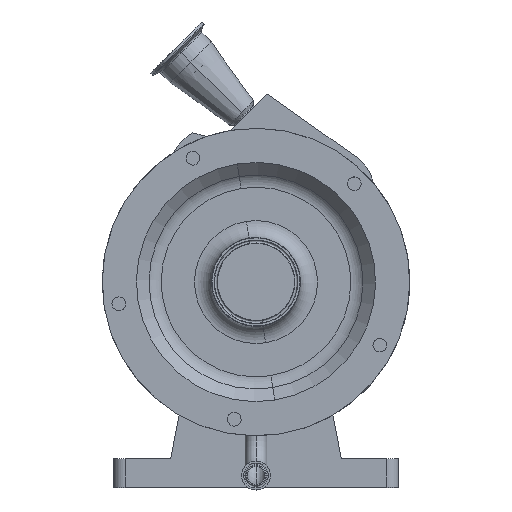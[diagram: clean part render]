
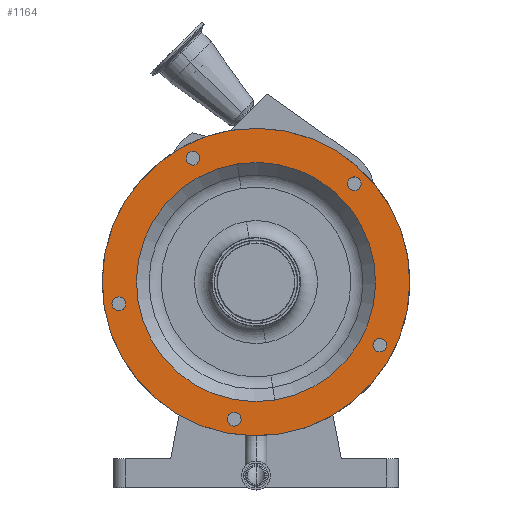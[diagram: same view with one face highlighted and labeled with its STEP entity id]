
A CAD part, top view. The second image highlights one B-rep face of the part: STEP entity #1164.
In plain terms, the highlighted planar face has unit normal (0, 0, 1).
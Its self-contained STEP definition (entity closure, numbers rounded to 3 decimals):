
#65 = EDGE_CURVE ( 'NONE', #208, #248, #1674, .T. ) ;
#75 = VERTEX_POINT ( 'NONE', #1587 ) ;
#76 = EDGE_CURVE ( 'NONE', #186, #75, #1568, .T. ) ;
#81 = VERTEX_POINT ( 'NONE', #1749 ) ;
#87 = VERTEX_POINT ( 'NONE', #1745 ) ;
#107 = VERTEX_POINT ( 'NONE', #1548 ) ;
#111 = VERTEX_POINT ( 'NONE', #1549 ) ;
#132 = VERTEX_POINT ( 'NONE', #1649 ) ;
#133 = EDGE_CURVE ( 'NONE', #81, #111, #1654, .T. ) ;
#156 = EDGE_CURVE ( 'NONE', #197, #196, #1828, .T. ) ;
#164 = EDGE_CURVE ( 'NONE', #165, #87, #1796, .T. ) ;
#165 = VERTEX_POINT ( 'NONE', #1771 ) ;
#186 = VERTEX_POINT ( 'NONE', #1852 ) ;
#195 = EDGE_CURVE ( 'NONE', #107, #132, #1853, .T. ) ;
#196 = VERTEX_POINT ( 'NONE', #1754 ) ;
#197 = VERTEX_POINT ( 'NONE', #1816 ) ;
#208 = VERTEX_POINT ( 'NONE', #1902 ) ;
#232 = VERTEX_POINT ( 'NONE', #1864 ) ;
#247 = EDGE_CURVE ( 'NONE', #249, #232, #2367, .T. ) ;
#248 = VERTEX_POINT ( 'NONE', #2243 ) ;
#249 = VERTEX_POINT ( 'NONE', #2236 ) ;
#1146 = ORIENTED_EDGE ( 'NONE', *, *, #3189, .F. ) ;
#1147 = ORIENTED_EDGE ( 'NONE', *, *, #164, .F. ) ;
#1157 = ORIENTED_EDGE ( 'NONE', *, *, #3195, .F. ) ;
#1160 = ORIENTED_EDGE ( 'NONE', *, *, #3201, .F. ) ;
#1161 = ORIENTED_EDGE ( 'NONE', *, *, #133, .F. ) ;
#1163 = ORIENTED_EDGE ( 'NONE', *, *, #247, .F. ) ;
#1164 = ADVANCED_FACE ( 'NONE', ( #5234, #5233, #5248, #5238, #5261, #5279, #5266 ), #5328, .F. ) ;
#1165 = EDGE_LOOP ( 'NONE', ( #1160, #1161 ) ) ;
#1167 = ORIENTED_EDGE ( 'NONE', *, *, #65, .F. ) ;
#1170 = ORIENTED_EDGE ( 'NONE', *, *, #156, .F. ) ;
#1171 = EDGE_LOOP ( 'NONE', ( #1189, #1180 ) ) ;
#1174 = ORIENTED_EDGE ( 'NONE', *, *, #3065, .F. ) ;
#1176 = EDGE_LOOP ( 'NONE', ( #1181, #1187 ) ) ;
#1177 = EDGE_LOOP ( 'NONE', ( #1174, #1163 ) ) ;
#1178 = EDGE_CURVE ( 'NONE', #132, #107, #5336, .T. ) ;
#1180 = ORIENTED_EDGE ( 'NONE', *, *, #1178, .T. ) ;
#1181 = ORIENTED_EDGE ( 'NONE', *, *, #3051, .F. ) ;
#1182 = EDGE_LOOP ( 'NONE', ( #1185, #1167 ) ) ;
#1185 = ORIENTED_EDGE ( 'NONE', *, *, #3209, .F. ) ;
#1187 = ORIENTED_EDGE ( 'NONE', *, *, #76, .F. ) ;
#1189 = ORIENTED_EDGE ( 'NONE', *, *, #195, .T. ) ;
#1548 = CARTESIAN_POINT ( 'NONE',  ( -21.119, 133.338, 200. ) ) ;
#1549 = CARTESIAN_POINT ( 'NONE',  ( -50.041, 111.427, 200. ) ) ;
#1564 = DIRECTION ( 'NONE',  ( -0.988, 0.156, 0. ) ) ;
#1565 = DIRECTION ( 'NONE',  ( 0., 0., 1. ) ) ;
#1566 = CARTESIAN_POINT ( 'NONE',  ( -19.085, -120.498, 200. ) ) ;
#1567 = AXIS2_PLACEMENT_3D ( 'NONE', #1566, #1565, #1564 ) ;
#1568 = CIRCLE ( 'NONE', #1567, 6. ) ;
#1581 = DIRECTION ( 'NONE',  ( -0.156, 0.988, 0. ) ) ;
#1582 = DIRECTION ( 'NONE',  ( 0., 0., 1. ) ) ;
#1583 = CARTESIAN_POINT ( 'NONE',  ( -120.498, -19.085, 200. ) ) ;
#1587 = CARTESIAN_POINT ( 'NONE',  ( -25.011, -119.559, 200. ) ) ;
#1634 = DIRECTION ( 'NONE',  ( 0.891, 0.454, 0. ) ) ;
#1635 = DIRECTION ( 'NONE',  ( 0., 0., 1. ) ) ;
#1636 = AXIS2_PLACEMENT_3D ( 'NONE', #1639, #1635, #1634 ) ;
#1639 = CARTESIAN_POINT ( 'NONE',  ( -55.387, 108.703, 200. ) ) ;
#1649 = CARTESIAN_POINT ( 'NONE',  ( 21.119, -133.338, 200. ) ) ;
#1654 = CIRCLE ( 'NONE', #1636, 6. ) ;
#1674 = CIRCLE ( 'NONE', #1685, 6. ) ;
#1685 = AXIS2_PLACEMENT_3D ( 'NONE', #1583, #1582, #1581 ) ;
#1745 = CARTESIAN_POINT ( 'NONE',  ( 90.51, 82.024, 200. ) ) ;
#1749 = CARTESIAN_POINT ( 'NONE',  ( -60.733, 105.979, 200. ) ) ;
#1753 = AXIS2_PLACEMENT_3D ( 'NONE', #1813, #1812, #1811 ) ;
#1754 = CARTESIAN_POINT ( 'NONE',  ( 105.979, -60.733, 200. ) ) ;
#1766 = DIRECTION ( 'NONE',  ( -0.454, -0.891, 0. ) ) ;
#1770 = CARTESIAN_POINT ( 'NONE',  ( 86.267, 86.267, 200. ) ) ;
#1771 = CARTESIAN_POINT ( 'NONE',  ( 82.024, 90.51, 200. ) ) ;
#1796 = CIRCLE ( 'NONE', #1833, 6. ) ;
#1802 = DIRECTION ( 'NONE',  ( 0.707, -0.707, 0. ) ) ;
#1803 = DIRECTION ( 'NONE',  ( 0., 0., 1. ) ) ;
#1806 = DIRECTION ( 'NONE',  ( 0., 0., 1. ) ) ;
#1807 = CARTESIAN_POINT ( 'NONE',  ( 108.703, -55.387, 200. ) ) ;
#1808 = AXIS2_PLACEMENT_3D ( 'NONE', #1807, #1806, #1766 ) ;
#1811 = DIRECTION ( 'NONE',  ( -0.156, 0.988, 0. ) ) ;
#1812 = DIRECTION ( 'NONE',  ( 0., 0., 1. ) ) ;
#1813 = CARTESIAN_POINT ( 'NONE',  ( 0., 0., 200. ) ) ;
#1816 = CARTESIAN_POINT ( 'NONE',  ( 111.427, -50.041, 200. ) ) ;
#1828 = CIRCLE ( 'NONE', #1808, 6. ) ;
#1833 = AXIS2_PLACEMENT_3D ( 'NONE', #1770, #1803, #1802 ) ;
#1852 = CARTESIAN_POINT ( 'NONE',  ( -13.159, -121.437, 200. ) ) ;
#1853 = CIRCLE ( 'NONE', #1753, 135. ) ;
#1864 = CARTESIAN_POINT ( 'NONE',  ( -16.426, 103.707, 200. ) ) ;
#1902 = CARTESIAN_POINT ( 'NONE',  ( -119.559, -25.011, 200. ) ) ;
#1944 = CARTESIAN_POINT ( 'NONE',  ( -19.085, -120.498, 200. ) ) ;
#1964 = DIRECTION ( 'NONE',  ( -0.988, 0.156, 0. ) ) ;
#1965 = DIRECTION ( 'NONE',  ( 0., 0., 1. ) ) ;
#1970 = AXIS2_PLACEMENT_3D ( 'NONE', #1999, #1998, #1997 ) ;
#1975 = AXIS2_PLACEMENT_3D ( 'NONE', #1944, #1965, #1964 ) ;
#1982 = CIRCLE ( 'NONE', #1975, 6. ) ;
#1997 = DIRECTION ( 'NONE',  ( -0.156, 0.988, 0. ) ) ;
#1998 = DIRECTION ( 'NONE',  ( 0., 0., 1. ) ) ;
#1999 = CARTESIAN_POINT ( 'NONE',  ( 0., 0., 200. ) ) ;
#2007 = CIRCLE ( 'NONE', #1970, 105. ) ;
#2142 = DIRECTION ( 'NONE',  ( -0.454, -0.891, 0. ) ) ;
#2143 = DIRECTION ( 'NONE',  ( 0., 0., 1. ) ) ;
#2144 = CARTESIAN_POINT ( 'NONE',  ( 108.703, -55.387, 200. ) ) ;
#2145 = CIRCLE ( 'NONE', #2161, 6. ) ;
#2150 = DIRECTION ( 'NONE',  ( 0.707, -0.707, 0. ) ) ;
#2151 = DIRECTION ( 'NONE',  ( 0., 0., 1. ) ) ;
#2152 = CARTESIAN_POINT ( 'NONE',  ( 86.267, 86.267, 200. ) ) ;
#2153 = AXIS2_PLACEMENT_3D ( 'NONE', #2152, #2151, #2150 ) ;
#2154 = CIRCLE ( 'NONE', #2153, 6. ) ;
#2161 = AXIS2_PLACEMENT_3D ( 'NONE', #2144, #2143, #2142 ) ;
#2189 = CIRCLE ( 'NONE', #2201, 6. ) ;
#2201 = AXIS2_PLACEMENT_3D ( 'NONE', #3307, #3306, #3764 ) ;
#2236 = CARTESIAN_POINT ( 'NONE',  ( 16.426, -103.707, 200. ) ) ;
#2243 = CARTESIAN_POINT ( 'NONE',  ( -121.437, -13.159, 200. ) ) ;
#2363 = DIRECTION ( 'NONE',  ( -0.156, 0.988, 0. ) ) ;
#2364 = DIRECTION ( 'NONE',  ( 0., 0., 1. ) ) ;
#2365 = CARTESIAN_POINT ( 'NONE',  ( 0., 0., 200. ) ) ;
#2366 = AXIS2_PLACEMENT_3D ( 'NONE', #2365, #2364, #2363 ) ;
#2367 = CIRCLE ( 'NONE', #2366, 105. ) ;
#3051 = EDGE_CURVE ( 'NONE', #75, #186, #1982, .T. ) ;
#3065 = EDGE_CURVE ( 'NONE', #232, #249, #2007, .T. ) ;
#3084 = EDGE_LOOP ( 'NONE', ( #1157, #1170 ) ) ;
#3086 = EDGE_LOOP ( 'NONE', ( #1146, #1147 ) ) ;
#3189 = EDGE_CURVE ( 'NONE', #87, #165, #2154, .T. ) ;
#3195 = EDGE_CURVE ( 'NONE', #196, #197, #2145, .T. ) ;
#3201 = EDGE_CURVE ( 'NONE', #111, #81, #2189, .T. ) ;
#3209 = EDGE_CURVE ( 'NONE', #248, #208, #4691, .T. ) ;
#3306 = DIRECTION ( 'NONE',  ( 0., 0., 1. ) ) ;
#3307 = CARTESIAN_POINT ( 'NONE',  ( -55.387, 108.703, 200. ) ) ;
#3764 = DIRECTION ( 'NONE',  ( 0.891, 0.454, 0. ) ) ;
#4601 = AXIS2_PLACEMENT_3D ( 'NONE', #4609, #4666, #4690 ) ;
#4609 = CARTESIAN_POINT ( 'NONE',  ( -120.498, -19.085, 200. ) ) ;
#4666 = DIRECTION ( 'NONE',  ( 0., 0., 1. ) ) ;
#4690 = DIRECTION ( 'NONE',  ( -0.156, 0.988, 0. ) ) ;
#4691 = CIRCLE ( 'NONE', #4601, 6. ) ;
#5233 = FACE_BOUND ( 'NONE', #3086, .T. ) ;
#5234 = FACE_BOUND ( 'NONE', #1165, .T. ) ;
#5238 = FACE_BOUND ( 'NONE', #1176, .T. ) ;
#5248 = FACE_BOUND ( 'NONE', #3084, .T. ) ;
#5261 = FACE_BOUND ( 'NONE', #1182, .T. ) ;
#5264 = DIRECTION ( 'NONE',  ( 0.156, -0.988, 0. ) ) ;
#5266 = FACE_BOUND ( 'NONE', #1177, .T. ) ;
#5274 = DIRECTION ( 'NONE',  ( 0., 0., -1. ) ) ;
#5279 = FACE_OUTER_BOUND ( 'NONE', #1171, .T. ) ;
#5321 = AXIS2_PLACEMENT_3D ( 'NONE', #5329, #5274, #5264 ) ;
#5328 = PLANE ( 'NONE',  #5321 ) ;
#5329 = CARTESIAN_POINT ( 'NONE',  ( -38.52, -6.101, 200. ) ) ;
#5332 = DIRECTION ( 'NONE',  ( -0.156, 0.988, 0. ) ) ;
#5333 = DIRECTION ( 'NONE',  ( 0., 0., 1. ) ) ;
#5334 = CARTESIAN_POINT ( 'NONE',  ( 0., 0., 200. ) ) ;
#5335 = AXIS2_PLACEMENT_3D ( 'NONE', #5334, #5333, #5332 ) ;
#5336 = CIRCLE ( 'NONE', #5335, 135. ) ;
